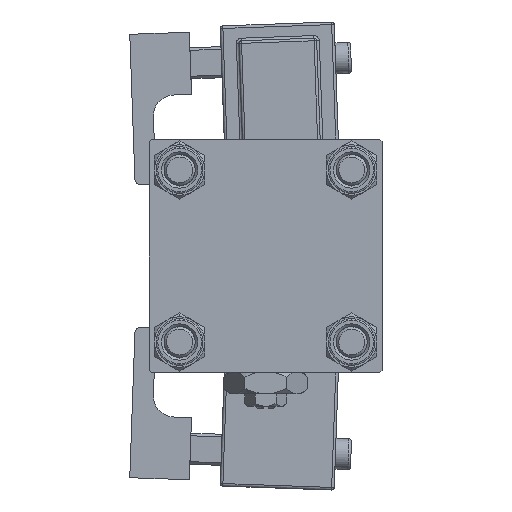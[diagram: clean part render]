
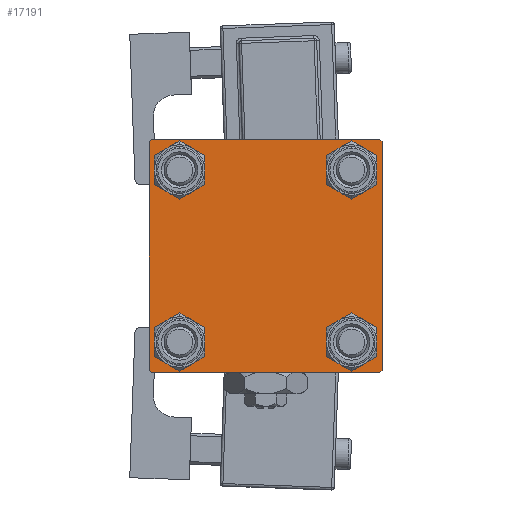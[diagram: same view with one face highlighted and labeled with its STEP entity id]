
A CAD part, left-side view. The second image highlights one B-rep face of the part: STEP entity #17191.
In plain terms, the highlighted planar face has unit normal (-1, 0, 0).
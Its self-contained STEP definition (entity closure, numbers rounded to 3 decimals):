
#194 = ORIENTED_EDGE ( 'NONE', *, *, #46486, .T. ) ;
#228 = DIRECTION ( 'NONE',  ( 0., 0., 1. ) ) ;
#267 = ORIENTED_EDGE ( 'NONE', *, *, #47803, .T. ) ;
#279 = CARTESIAN_POINT ( 'NONE',  ( 0., -16.6, -16.6 ) ) ;
#669 = EDGE_CURVE ( 'NONE', #50336, #47097, #17189, .T. ) ;
#679 = CIRCLE ( 'NONE', #52953, 3.5 ) ;
#829 = CARTESIAN_POINT ( 'NONE',  ( 0., 16.6, 16.6 ) ) ;
#899 = VERTEX_POINT ( 'NONE', #24186 ) ;
#1056 = DIRECTION ( 'NONE',  ( 0., 0., 1. ) ) ;
#1895 = AXIS2_PLACEMENT_3D ( 'NONE', #829, #52721, #38921 ) ;
#2448 = EDGE_LOOP ( 'NONE', ( #14805, #33015, #194, #29969, #7444, #5150, #12971, #5421 ) ) ;
#2989 = VECTOR ( 'NONE', #12396, 1000. ) ;
#3398 = VECTOR ( 'NONE', #10039, 1000. ) ;
#3476 = CIRCLE ( 'NONE', #42182, 3.5 ) ;
#3786 = DIRECTION ( 'NONE',  ( 1., 0., 0. ) ) ;
#3914 = VERTEX_POINT ( 'NONE', #16690 ) ;
#4340 = LINE ( 'NONE', #13073, #12835 ) ;
#4747 = CIRCLE ( 'NONE', #8370, 3.5 ) ;
#5150 = ORIENTED_EDGE ( 'NONE', *, *, #8975, .T. ) ;
#5421 = ORIENTED_EDGE ( 'NONE', *, *, #31229, .T. ) ;
#5559 = CARTESIAN_POINT ( 'NONE',  ( 0., -22.5, 22. ) ) ;
#5741 = CARTESIAN_POINT ( 'NONE',  ( 0., 16.6, 20.1 ) ) ;
#6491 = CARTESIAN_POINT ( 'NONE',  ( 0., 22., -22.5 ) ) ;
#6673 = VERTEX_POINT ( 'NONE', #25751 ) ;
#6941 = LINE ( 'NONE', #37409, #34325 ) ;
#7425 = EDGE_CURVE ( 'NONE', #6673, #36177, #4340, .T. ) ;
#7444 = ORIENTED_EDGE ( 'NONE', *, *, #41176, .F. ) ;
#8135 = CARTESIAN_POINT ( 'NONE',  ( 0., 0., 0. ) ) ;
#8370 = AXIS2_PLACEMENT_3D ( 'NONE', #42437, #3786, #38212 ) ;
#8975 = EDGE_CURVE ( 'NONE', #13957, #36177, #43054, .T. ) ;
#9389 = DIRECTION ( 'NONE',  ( 0., 0., -1. ) ) ;
#9791 = CARTESIAN_POINT ( 'NONE',  ( 0., -16.6, 16.6 ) ) ;
#10039 = DIRECTION ( 'NONE',  ( 0., -1., 0. ) ) ;
#10187 = CARTESIAN_POINT ( 'NONE',  ( 0., 16.6, -13.1 ) ) ;
#10653 = CIRCLE ( 'NONE', #46676, 3.5 ) ;
#10792 = DIRECTION ( 'NONE',  ( 1., 0., 0. ) ) ;
#10823 = CARTESIAN_POINT ( 'NONE',  ( 0., -16.6, 20.1 ) ) ;
#10831 = DIRECTION ( 'NONE',  ( 0., -0.707, -0.707 ) ) ;
#11361 = ORIENTED_EDGE ( 'NONE', *, *, #36061, .T. ) ;
#11430 = DIRECTION ( 'NONE',  ( 0., 0., 1. ) ) ;
#11570 = CARTESIAN_POINT ( 'NONE',  ( 0., 22.5, 22.5 ) ) ;
#12396 = DIRECTION ( 'NONE',  ( 0., 0., -1. ) ) ;
#12672 = LINE ( 'NONE', #11570, #2989 ) ;
#12835 = VECTOR ( 'NONE', #17575, 1000. ) ;
#12971 = ORIENTED_EDGE ( 'NONE', *, *, #7425, .F. ) ;
#13073 = CARTESIAN_POINT ( 'NONE',  ( 0., 22.5, 22.5 ) ) ;
#13663 = CARTESIAN_POINT ( 'NONE',  ( 0., -22.5, -22. ) ) ;
#13792 = CARTESIAN_POINT ( 'NONE',  ( 0., -16.6, -13.1 ) ) ;
#13957 = VERTEX_POINT ( 'NONE', #5559 ) ;
#14805 = ORIENTED_EDGE ( 'NONE', *, *, #36532, .T. ) ;
#14895 = LINE ( 'NONE', #44237, #29055 ) ;
#15841 = VERTEX_POINT ( 'NONE', #49804 ) ;
#15966 = DIRECTION ( 'NONE',  ( 0., -0.707, 0.707 ) ) ;
#16305 = VERTEX_POINT ( 'NONE', #32778 ) ;
#16690 = CARTESIAN_POINT ( 'NONE',  ( 0., 16.6, -20.1 ) ) ;
#17189 = CIRCLE ( 'NONE', #36037, 3.5 ) ;
#17191 = ADVANCED_FACE ( 'NONE', ( #37784, #29857, #24512, #24782, #34097 ), #25608, .T. ) ;
#17575 = DIRECTION ( 'NONE',  ( 0., -1., 0. ) ) ;
#17712 = CARTESIAN_POINT ( 'NONE',  ( 0., 16.6, 16.6 ) ) ;
#18920 = EDGE_CURVE ( 'NONE', #3914, #27552, #679, .T. ) ;
#19318 = EDGE_CURVE ( 'NONE', #27552, #3914, #3476, .T. ) ;
#19432 = CIRCLE ( 'NONE', #38381, 3.5 ) ;
#19594 = LINE ( 'NONE', #27244, #3398 ) ;
#21094 = CARTESIAN_POINT ( 'NONE',  ( 0., -16.6, 13.1 ) ) ;
#21715 = DIRECTION ( 'NONE',  ( 1., 0., 0. ) ) ;
#21839 = EDGE_LOOP ( 'NONE', ( #42940, #41495 ) ) ;
#23575 = VERTEX_POINT ( 'NONE', #6491 ) ;
#23844 = DIRECTION ( 'NONE',  ( 1., 0., 0. ) ) ;
#24186 = CARTESIAN_POINT ( 'NONE',  ( 0., 22.5, 22. ) ) ;
#24512 = FACE_BOUND ( 'NONE', #53490, .T. ) ;
#24782 = FACE_BOUND ( 'NONE', #21839, .T. ) ;
#25148 = VERTEX_POINT ( 'NONE', #13792 ) ;
#25572 = DIRECTION ( 'NONE',  ( 0., 0.707, 0.707 ) ) ;
#25608 = PLANE ( 'NONE',  #50171 ) ;
#25751 = CARTESIAN_POINT ( 'NONE',  ( 0., 22., 22.5 ) ) ;
#25899 = DIRECTION ( 'NONE',  ( 1., 0., 0. ) ) ;
#26285 = VECTOR ( 'NONE', #10831, 1000. ) ;
#26714 = VERTEX_POINT ( 'NONE', #10823 ) ;
#27244 = CARTESIAN_POINT ( 'NONE',  ( 0., 22.5, -22.5 ) ) ;
#27552 = VERTEX_POINT ( 'NONE', #10187 ) ;
#27913 = EDGE_CURVE ( 'NONE', #16305, #51426, #6941, .T. ) ;
#28791 = EDGE_CURVE ( 'NONE', #47097, #50336, #37080, .T. ) ;
#29055 = VECTOR ( 'NONE', #32120, 1000. ) ;
#29156 = EDGE_LOOP ( 'NONE', ( #267, #49126 ) ) ;
#29709 = VERTEX_POINT ( 'NONE', #21094 ) ;
#29857 = FACE_BOUND ( 'NONE', #37065, .T. ) ;
#29969 = ORIENTED_EDGE ( 'NONE', *, *, #27913, .T. ) ;
#31229 = EDGE_CURVE ( 'NONE', #6673, #899, #14895, .T. ) ;
#32120 = DIRECTION ( 'NONE',  ( 0., 0.707, -0.707 ) ) ;
#32286 = LINE ( 'NONE', #55077, #26285 ) ;
#32778 = CARTESIAN_POINT ( 'NONE',  ( 0., -22., -22.5 ) ) ;
#32921 = ORIENTED_EDGE ( 'NONE', *, *, #18920, .T. ) ;
#33015 = ORIENTED_EDGE ( 'NONE', *, *, #34224, .T. ) ;
#34064 = CIRCLE ( 'NONE', #46634, 3.5 ) ;
#34097 = FACE_OUTER_BOUND ( 'NONE', #2448, .T. ) ;
#34224 = EDGE_CURVE ( 'NONE', #15841, #23575, #32286, .T. ) ;
#34325 = VECTOR ( 'NONE', #15966, 1000. ) ;
#36037 = AXIS2_PLACEMENT_3D ( 'NONE', #17712, #25899, #228 ) ;
#36061 = EDGE_CURVE ( 'NONE', #25148, #44546, #4747, .T. ) ;
#36177 = VERTEX_POINT ( 'NONE', #41278 ) ;
#36477 = DIRECTION ( 'NONE',  ( 0., 0., 1. ) ) ;
#36532 = EDGE_CURVE ( 'NONE', #899, #15841, #12672, .T. ) ;
#37065 = EDGE_LOOP ( 'NONE', ( #11361, #44925 ) ) ;
#37080 = CIRCLE ( 'NONE', #1895, 3.5 ) ;
#37409 = CARTESIAN_POINT ( 'NONE',  ( 0., -22.25, -22.25 ) ) ;
#37784 = FACE_BOUND ( 'NONE', #29156, .T. ) ;
#38212 = DIRECTION ( 'NONE',  ( 0., 0., 1. ) ) ;
#38304 = VECTOR ( 'NONE', #9389, 1000. ) ;
#38381 = AXIS2_PLACEMENT_3D ( 'NONE', #40707, #10792, #36477 ) ;
#38469 = LINE ( 'NONE', #51420, #38304 ) ;
#38921 = DIRECTION ( 'NONE',  ( 0., 0., 1. ) ) ;
#39682 = CARTESIAN_POINT ( 'NONE',  ( 0., 16.6, 13.1 ) ) ;
#39712 = DIRECTION ( 'NONE',  ( 1., 0., 0. ) ) ;
#39787 = DIRECTION ( 'NONE',  ( 0., 0., 1. ) ) ;
#40707 = CARTESIAN_POINT ( 'NONE',  ( 0., -16.6, 16.6 ) ) ;
#40753 = ORIENTED_EDGE ( 'NONE', *, *, #19318, .T. ) ;
#41176 = EDGE_CURVE ( 'NONE', #13957, #51426, #38469, .T. ) ;
#41278 = CARTESIAN_POINT ( 'NONE',  ( 0., -22., 22.5 ) ) ;
#41495 = ORIENTED_EDGE ( 'NONE', *, *, #28791, .T. ) ;
#42182 = AXIS2_PLACEMENT_3D ( 'NONE', #53459, #23844, #11430 ) ;
#42437 = CARTESIAN_POINT ( 'NONE',  ( 0., -16.6, -16.6 ) ) ;
#42562 = EDGE_CURVE ( 'NONE', #29709, #26714, #19432, .T. ) ;
#42836 = CARTESIAN_POINT ( 'NONE',  ( 0., 16.6, -16.6 ) ) ;
#42940 = ORIENTED_EDGE ( 'NONE', *, *, #669, .T. ) ;
#43054 = LINE ( 'NONE', #47560, #55272 ) ;
#44237 = CARTESIAN_POINT ( 'NONE',  ( 0., 22.25, 22.25 ) ) ;
#44546 = VERTEX_POINT ( 'NONE', #53091 ) ;
#44680 = EDGE_CURVE ( 'NONE', #44546, #25148, #10653, .T. ) ;
#44925 = ORIENTED_EDGE ( 'NONE', *, *, #44680, .T. ) ;
#46486 = EDGE_CURVE ( 'NONE', #23575, #16305, #19594, .T. ) ;
#46521 = DIRECTION ( 'NONE',  ( 0., 0., 1. ) ) ;
#46634 = AXIS2_PLACEMENT_3D ( 'NONE', #9791, #39712, #1056 ) ;
#46676 = AXIS2_PLACEMENT_3D ( 'NONE', #279, #21715, #39787 ) ;
#47097 = VERTEX_POINT ( 'NONE', #39682 ) ;
#47560 = CARTESIAN_POINT ( 'NONE',  ( 0., -22.25, 22.25 ) ) ;
#47803 = EDGE_CURVE ( 'NONE', #26714, #29709, #34064, .T. ) ;
#49126 = ORIENTED_EDGE ( 'NONE', *, *, #42562, .T. ) ;
#49804 = CARTESIAN_POINT ( 'NONE',  ( 0., 22.5, -22. ) ) ;
#50171 = AXIS2_PLACEMENT_3D ( 'NONE', #8135, #55775, #54959 ) ;
#50336 = VERTEX_POINT ( 'NONE', #5741 ) ;
#51420 = CARTESIAN_POINT ( 'NONE',  ( 0., -22.5, 22.5 ) ) ;
#51426 = VERTEX_POINT ( 'NONE', #13663 ) ;
#51562 = DIRECTION ( 'NONE',  ( 1., 0., 0. ) ) ;
#52721 = DIRECTION ( 'NONE',  ( 1., 0., 0. ) ) ;
#52953 = AXIS2_PLACEMENT_3D ( 'NONE', #42836, #51562, #46521 ) ;
#53091 = CARTESIAN_POINT ( 'NONE',  ( 0., -16.6, -20.1 ) ) ;
#53459 = CARTESIAN_POINT ( 'NONE',  ( 0., 16.6, -16.6 ) ) ;
#53490 = EDGE_LOOP ( 'NONE', ( #40753, #32921 ) ) ;
#54959 = DIRECTION ( 'NONE',  ( 0., 0., 1. ) ) ;
#55077 = CARTESIAN_POINT ( 'NONE',  ( 0., 22.25, -22.25 ) ) ;
#55272 = VECTOR ( 'NONE', #25572, 1000. ) ;
#55775 = DIRECTION ( 'NONE',  ( -1., 0., 0. ) ) ;
